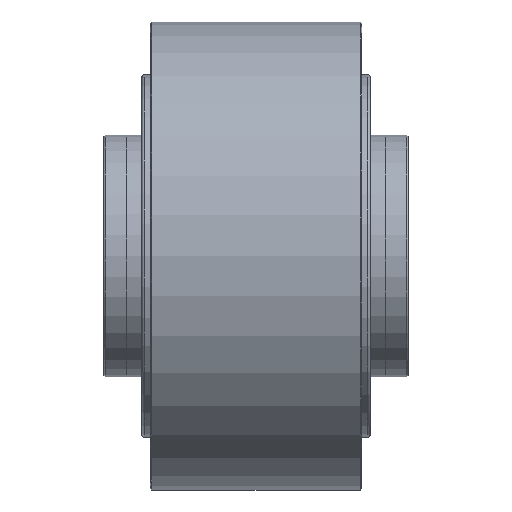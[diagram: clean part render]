
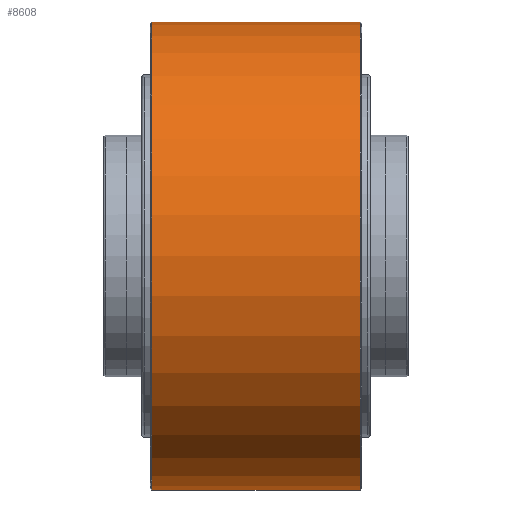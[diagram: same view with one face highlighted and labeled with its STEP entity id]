
A CAD part, top view. The second image highlights one B-rep face of the part: STEP entity #8608.
In plain terms, the highlighted cylindrical face has radius 155 mm (diameter 310 mm), a partial arc.
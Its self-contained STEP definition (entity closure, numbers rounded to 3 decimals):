
#7286=CARTESIAN_POINT('',(-69.,0.,0.));
#7287=DIRECTION('',(1.,0.,0.));
#7288=DIRECTION('',(0.,1.,0.));
#7289=AXIS2_PLACEMENT_3D('',#7286,#7287,#7288);
#7291=CARTESIAN_POINT('',(-69.,0.,0.));
#7292=DIRECTION('',(1.,0.,0.));
#7293=DIRECTION('',(0.,0.,1.));
#7294=AXIS2_PLACEMENT_3D('',#7291,#7292,#7293);
#7314=DIRECTION('',(-1.,0.,0.));
#7315=VECTOR('',#7314,138.);
#7316=CARTESIAN_POINT('',(69.,155.,0.));
#7317=LINE('',#7316,#7315);
#7512=CARTESIAN_POINT('',(69.,0.,0.));
#7513=DIRECTION('',(-1.,0.,0.));
#7514=DIRECTION('',(0.,-1.,0.));
#7515=AXIS2_PLACEMENT_3D('',#7512,#7513,#7514);
#7517=CARTESIAN_POINT('',(69.,0.,0.));
#7518=DIRECTION('',(-1.,0.,0.));
#7519=DIRECTION('',(0.,0.,1.));
#7520=AXIS2_PLACEMENT_3D('',#7517,#7518,#7519);
#7526=DIRECTION('',(-1.,0.,0.));
#7527=VECTOR('',#7526,138.);
#7528=CARTESIAN_POINT('',(69.,-155.,0.));
#7529=LINE('',#7528,#7527);
#8222=CARTESIAN_POINT('',(69.,-155.,0.));
#8224=VERTEX_POINT('',#8222);
#8225=CARTESIAN_POINT('',(69.,155.,0.));
#8226=VERTEX_POINT('',#8225);
#8227=CARTESIAN_POINT('',(-69.,155.,0.));
#8228=VERTEX_POINT('',#8227);
#8231=CARTESIAN_POINT('',(-69.,-155.,0.));
#8232=VERTEX_POINT('',#8231);
#8235=CARTESIAN_POINT('',(69.,0.,155.));
#8236=VERTEX_POINT('',#8235);
#8237=CARTESIAN_POINT('',(-69.,0.,155.));
#8238=VERTEX_POINT('',#8237);
#8595=CARTESIAN_POINT('',(-70.,0.,0.));
#8596=DIRECTION('',(1.,0.,0.));
#8597=DIRECTION('',(0.,-1.,0.));
#8598=AXIS2_PLACEMENT_3D('',#8595,#8596,#8597);
#8599=CYLINDRICAL_SURFACE('',#8598,155.);
#8600=ORIENTED_EDGE('',*,*,#8589,.F.);
#8601=ORIENTED_EDGE('',*,*,#8587,.F.);
#8602=ORIENTED_EDGE('',*,*,#8436,.T.);
#8603=ORIENTED_EDGE('',*,*,#8400,.F.);
#8604=ORIENTED_EDGE('',*,*,#8398,.F.);
#8605=ORIENTED_EDGE('',*,*,#8432,.F.);
#8606=EDGE_LOOP('',(#8600,#8601,#8602,#8603,#8604,#8605));
#8607=FACE_OUTER_BOUND('',#8606,.F.);
#7290=CIRCLE('',#7289,155.);
#7295=CIRCLE('',#7294,155.);
#7516=CIRCLE('',#7515,155.);
#7521=CIRCLE('',#7520,155.);
#8398=EDGE_CURVE('',#8228,#8238,#7290,.T.);
#8400=EDGE_CURVE('',#8238,#8232,#7295,.T.);
#8432=EDGE_CURVE('',#8226,#8228,#7317,.T.);
#8436=EDGE_CURVE('',#8224,#8232,#7529,.T.);
#8587=EDGE_CURVE('',#8224,#8236,#7516,.T.);
#8589=EDGE_CURVE('',#8236,#8226,#7521,.T.);
#8608=ADVANCED_FACE('',(#8607),#8599,.T.);
